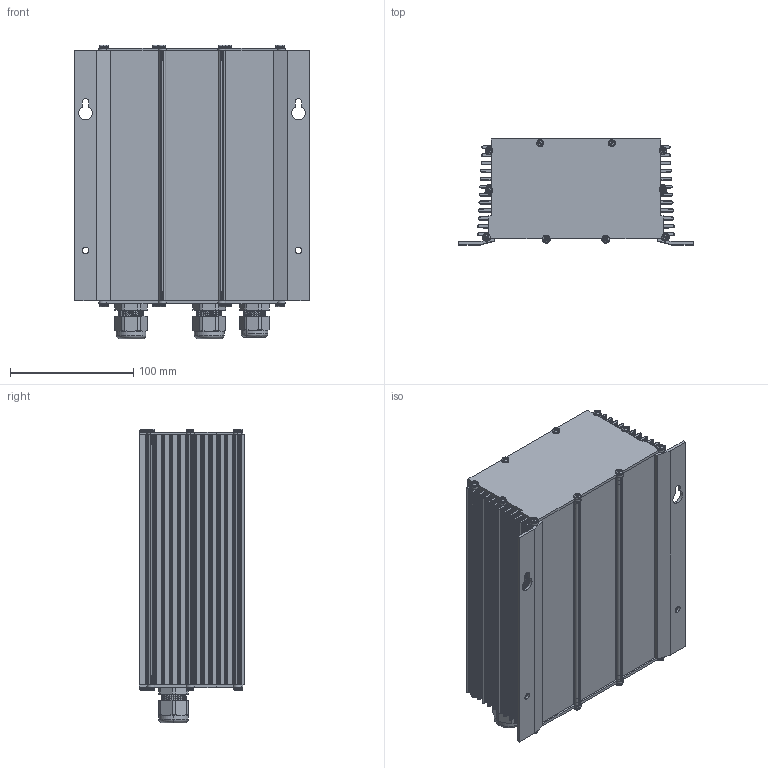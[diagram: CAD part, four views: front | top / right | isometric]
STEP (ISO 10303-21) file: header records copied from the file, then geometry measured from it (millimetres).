
FILE_DESCRIPTION (( 'STEP AP203' ), '1' );
FILE_NAME ('TPRO.STEP', '2016-09-07T07:24:51', ( 'Alan Lee' ), ( '' ), 'SwSTEP 2.0', 'SolidWorks 2014', '' );
FILE_SCHEMA (( 'CONFIG_CONTROL_DESIGN' ));
Length unit declared in the file: millimetre
Products named in the file (8): 650-0033_heyco-m3213-m3214; 890-TPROB; 890-TPROE; TPRO; 660-0079_Screw; heyco-m3216-m3217; 890-TPROE3; 890-TPROT
Assembly tree (27 placements, depth 2):
  TPRO
    890-TPROB
    890-TPROT
    890-TPROE
    890-TPROE3
    650-0033_heyco-m3213-m3214
    heyco-m3216-m3217  x2
    660-0079_Screw  x20
Bounding box: 190.5 x 85.84 x 238.63 mm (x, y, z)
Volume: 466253 mm3; surface area: 382768.8 mm2
Topology: 27 solids, 27 shells, 3291 faces, 9437 edges, 6226 vertices
Faces by surface type: cylinder 1573, plane 1493, torus 88, cone 81, bspline 56
Entity records: 89654 total; most frequent: CARTESIAN_POINT 27556, ORIENTED_EDGE 13046, DIRECTION 12826, EDGE_CURVE 6523, AXIS2_PLACEMENT_3D 4341, VERTEX_POINT 4330, LINE 4144, VECTOR 4144
